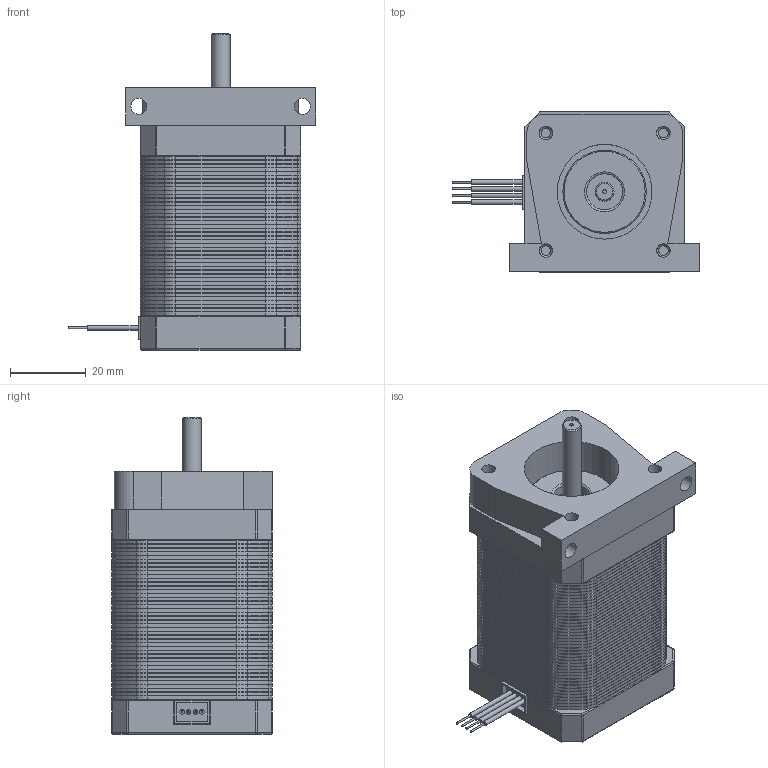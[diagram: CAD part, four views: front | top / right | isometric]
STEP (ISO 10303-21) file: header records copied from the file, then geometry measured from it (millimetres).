
FILE_DESCRIPTION(/* description */ (''),/* implementation_level */ '2;1');
FILE_NAME(/* name */ 'Z-As motor_V3 v4.step',/* time_stamp */ '2019-09-14T09:55:48+02:00',/* author */ (''),/* organization */ (''),/* preprocessor_version */ 'ST-DEVELOPER v18',/* originating_system */ 'Autodesk Translation Framework v8.6.0.1094',/* authorisation */ '');
FILE_SCHEMA (('AUTOMOTIVE_DESIGN { 1 0 10303 214 3 1 1 }'));
Length unit declared in the file: millimetre
Products named in the file (2): Z-As motor_V3; Nema 17  Stepper Motor length 60mm
Assembly tree (1 placements, depth 2):
  Z-As motor_V3
    Nema 17  Stepper Motor length 60mm
Bounding box: 65.21 x 42.3 x 83.6 mm (x, y, z)
Volume: 113200.3 mm3; surface area: 164133.1 mm2
Topology: 54 solids, 54 shells, 2279 faces, 5134 edges, 2966 vertices
Faces by surface type: cone 1015, plane 661, cylinder 577, bspline 16, sphere 8, torus 2
Full cylindrical faces by diameter (mm): 0.5 x8, 1 x2, 1.2 x4, 2.5 x4, 3.6 x4, 4.2 x2, 5 x2, 9.5 x2, 22 x1, 25 x1
Entity records: 64796 total; most frequent: DIRECTION 11902, CARTESIAN_POINT 10502, ORIENTED_EDGE 10252, EDGE_CURVE 5126, AXIS2_PLACEMENT_3D 4510, VERTEX_POINT 2966, LINE 2882, VECTOR 2882
